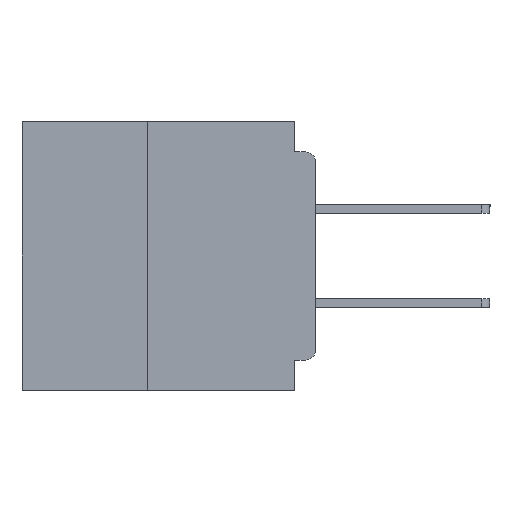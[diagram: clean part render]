
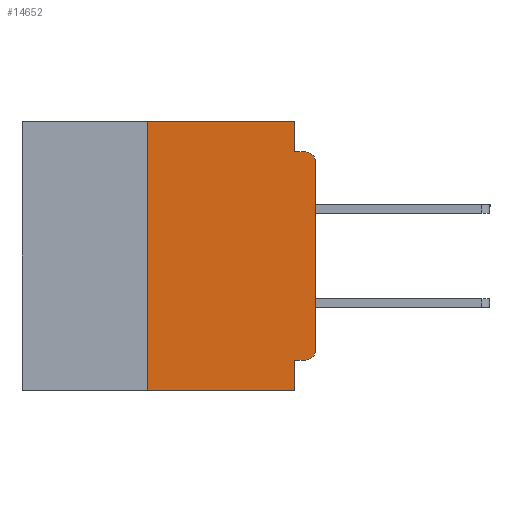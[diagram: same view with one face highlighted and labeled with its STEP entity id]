
A CAD part, left-side view. The second image highlights one B-rep face of the part: STEP entity #14652.
In plain terms, the highlighted planar face has unit normal (-1, 0, 0).
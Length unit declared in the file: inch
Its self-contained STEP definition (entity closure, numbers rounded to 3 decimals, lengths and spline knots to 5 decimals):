
#537 = CARTESIAN_POINT ( 'NONE',  ( 0., 0.031, -0.355 ) ) ;
#1160 = VERTEX_POINT ( 'NONE', #39383 ) ;
#1212 = DIRECTION ( 'NONE',  ( 0., 0., 1. ) ) ;
#2307 = LINE ( 'NONE', #14390, #30779 ) ;
#4007 = CARTESIAN_POINT ( 'NONE',  ( 0., 0.031, -0.4 ) ) ;
#4094 = VERTEX_POINT ( 'NONE', #17738 ) ;
#4262 = LINE ( 'NONE', #38370, #22905 ) ;
#5627 = ORIENTED_EDGE ( 'NONE', *, *, #33158, .T. ) ;
#6184 = VECTOR ( 'NONE', #19901, 39.37008 ) ;
#7552 = ORIENTED_EDGE ( 'NONE', *, *, #23762, .F. ) ;
#7738 = CARTESIAN_POINT ( 'NONE',  ( 0., 0.015, -0.06 ) ) ;
#7894 = VERTEX_POINT ( 'NONE', #20342 ) ;
#8346 = CARTESIAN_POINT ( 'NONE',  ( 0., 0.015, -0.34 ) ) ;
#8864 = LINE ( 'NONE', #12412, #47073 ) ;
#9215 = VECTOR ( 'NONE', #44436, 39.37008 ) ;
#10025 = CARTESIAN_POINT ( 'NONE',  ( 0., 0.437, 0. ) ) ;
#10487 = EDGE_LOOP ( 'NONE', ( #5627, #43242, #7552, #28582, #12991, #37615, #33639, #10876, #38673, #47213 ) ) ;
#10655 = DIRECTION ( 'NONE',  ( 0., -1., 0. ) ) ;
#10876 = ORIENTED_EDGE ( 'NONE', *, *, #39026, .F. ) ;
#11078 = CARTESIAN_POINT ( 'NONE',  ( 0., 0., 0. ) ) ;
#11466 = VECTOR ( 'NONE', #32543, 39.37008 ) ;
#11468 = DIRECTION ( 'NONE',  ( 0., 0., -1. ) ) ;
#11606 = VERTEX_POINT ( 'NONE', #44540 ) ;
#12086 = DIRECTION ( 'NONE',  ( 0., 0., -1. ) ) ;
#12412 = CARTESIAN_POINT ( 'NONE',  ( 0., 0.437, -0.4 ) ) ;
#12991 = ORIENTED_EDGE ( 'NONE', *, *, #14429, .F. ) ;
#13917 = CARTESIAN_POINT ( 'NONE',  ( 0., 0., -0.355 ) ) ;
#14390 = CARTESIAN_POINT ( 'NONE',  ( 0., 0., -0.045 ) ) ;
#14429 = EDGE_CURVE ( 'NONE', #31276, #45980, #39286, .T. ) ;
#14652 = ADVANCED_FACE ( 'NONE', ( #31154 ), #44355, .F. ) ;
#14677 = EDGE_CURVE ( 'NONE', #45398, #40980, #30005, .T. ) ;
#14875 = DIRECTION ( 'NONE',  ( 0., 0., -1. ) ) ;
#16172 = EDGE_CURVE ( 'NONE', #11606, #31276, #4262, .T. ) ;
#17738 = CARTESIAN_POINT ( 'NONE',  ( 0., 0.031, -0.045 ) ) ;
#19098 = LINE ( 'NONE', #11078, #9215 ) ;
#19892 = DIRECTION ( 'NONE',  ( 0., -1., 0. ) ) ;
#19901 = DIRECTION ( 'NONE',  ( 0., 0., -1. ) ) ;
#20342 = CARTESIAN_POINT ( 'NONE',  ( 0., 0.015, -0.355 ) ) ;
#21367 = LINE ( 'NONE', #13917, #11466 ) ;
#21464 = EDGE_CURVE ( 'NONE', #7894, #1160, #23710, .T. ) ;
#22835 = AXIS2_PLACEMENT_3D ( 'NONE', #8346, #34283, #12086 ) ;
#22905 = VECTOR ( 'NONE', #1212, 39.37008 ) ;
#23089 = VECTOR ( 'NONE', #35993, 39.37008 ) ;
#23710 = CIRCLE ( 'NONE', #22835, 0.015 ) ;
#23762 = EDGE_CURVE ( 'NONE', #4094, #40980, #2307, .T. ) ;
#25958 = LINE ( 'NONE', #30916, #6184 ) ;
#27010 = CARTESIAN_POINT ( 'NONE',  ( 0., 0.015, -0.045 ) ) ;
#28582 = ORIENTED_EDGE ( 'NONE', *, *, #43705, .F. ) ;
#30005 = CIRCLE ( 'NONE', #38420, 0.015 ) ;
#30779 = VECTOR ( 'NONE', #10655, 39.37008 ) ;
#30916 = CARTESIAN_POINT ( 'NONE',  ( 0., 0.031, 0. ) ) ;
#30966 = AXIS2_PLACEMENT_3D ( 'NONE', #48022, #37105, #14875 ) ;
#31154 = FACE_OUTER_BOUND ( 'NONE', #10487, .T. ) ;
#31276 = VERTEX_POINT ( 'NONE', #32940 ) ;
#31727 = CARTESIAN_POINT ( 'NONE',  ( 0., 0.031, -0.4 ) ) ;
#32077 = VERTEX_POINT ( 'NONE', #4007 ) ;
#32543 = DIRECTION ( 'NONE',  ( 0., 1., 0. ) ) ;
#32733 = VERTEX_POINT ( 'NONE', #537 ) ;
#32940 = CARTESIAN_POINT ( 'NONE',  ( 0., 0.25, 0. ) ) ;
#33158 = EDGE_CURVE ( 'NONE', #1160, #45398, #19098, .T. ) ;
#33516 = VECTOR ( 'NONE', #39170, 39.37008 ) ;
#33639 = ORIENTED_EDGE ( 'NONE', *, *, #46608, .T. ) ;
#33666 = DIRECTION ( 'NONE',  ( -1., 0., 0. ) ) ;
#34283 = DIRECTION ( 'NONE',  ( -1., 0., 0. ) ) ;
#35993 = DIRECTION ( 'NONE',  ( 0., -1., 0. ) ) ;
#37105 = DIRECTION ( 'NONE',  ( 1., 0., 0. ) ) ;
#37615 = ORIENTED_EDGE ( 'NONE', *, *, #16172, .F. ) ;
#38370 = CARTESIAN_POINT ( 'NONE',  ( 0., 0.25, -0.4 ) ) ;
#38420 = AXIS2_PLACEMENT_3D ( 'NONE', #7738, #33666, #11468 ) ;
#38673 = ORIENTED_EDGE ( 'NONE', *, *, #43326, .F. ) ;
#38732 = CARTESIAN_POINT ( 'NONE',  ( 0., 0.031, 0. ) ) ;
#39026 = EDGE_CURVE ( 'NONE', #32733, #32077, #44522, .T. ) ;
#39170 = DIRECTION ( 'NONE',  ( 0., 0., -1. ) ) ;
#39286 = LINE ( 'NONE', #10025, #23089 ) ;
#39383 = CARTESIAN_POINT ( 'NONE',  ( 0., 0., -0.34 ) ) ;
#40980 = VERTEX_POINT ( 'NONE', #27010 ) ;
#41994 = CARTESIAN_POINT ( 'NONE',  ( 0., 0., -0.06 ) ) ;
#43242 = ORIENTED_EDGE ( 'NONE', *, *, #14677, .T. ) ;
#43326 = EDGE_CURVE ( 'NONE', #7894, #32733, #21367, .T. ) ;
#43705 = EDGE_CURVE ( 'NONE', #45980, #4094, #25958, .T. ) ;
#44355 = PLANE ( 'NONE',  #30966 ) ;
#44436 = DIRECTION ( 'NONE',  ( 0., 0., 1. ) ) ;
#44522 = LINE ( 'NONE', #31727, #33516 ) ;
#44540 = CARTESIAN_POINT ( 'NONE',  ( 0., 0.25, -0.4 ) ) ;
#45398 = VERTEX_POINT ( 'NONE', #41994 ) ;
#45980 = VERTEX_POINT ( 'NONE', #38732 ) ;
#46608 = EDGE_CURVE ( 'NONE', #11606, #32077, #8864, .T. ) ;
#47073 = VECTOR ( 'NONE', #19892, 39.37008 ) ;
#47213 = ORIENTED_EDGE ( 'NONE', *, *, #21464, .T. ) ;
#48022 = CARTESIAN_POINT ( 'NONE',  ( 0., 0.437, 0. ) ) ;
